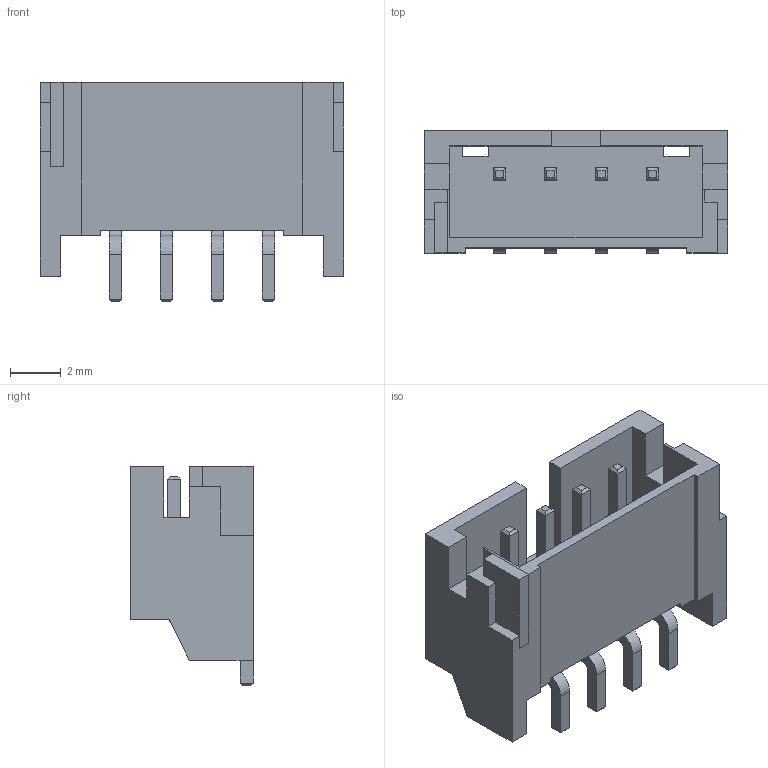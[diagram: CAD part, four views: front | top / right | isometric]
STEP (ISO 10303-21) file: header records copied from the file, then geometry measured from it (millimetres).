
FILE_DESCRIPTION(/* description */ (''),/* implementation_level */ '2;1');
FILE_NAME(/* name */ 'S4B-PH-SM4-TB.step',/* time_stamp */ '2018-07-20T15:09:59-04:00',/* author */ ('Adafruit'),/* organization */ (''),/* preprocessor_version */ 'ST-DEVELOPER v17',/* originating_system */ 'Autodesk Translation Framework v7.1.0.215',/* authorisation */ '');
FILE_SCHEMA (('AUTOMOTIVE_DESIGN { 1 0 10303 214 3 1 1 }'));
Length unit declared in the file: millimetre
Products named in the file (1): S3B-PH-SM4-TB
Bounding box: 11.9 x 4.8 x 8.6 mm (x, y, z)
Volume: 134.9 mm3; surface area: 576.3 mm2
Topology: 6 solids, 6 shells, 171 faces, 457 edges, 294 vertices
Faces by surface type: plane 151, cylinder 20
Entity records: 5274 total; most frequent: CARTESIAN_POINT 923, ORIENTED_EDGE 914, DIRECTION 841, EDGE_CURVE 457, LINE 417, VECTOR 417, VERTEX_POINT 294, AXIS2_PLACEMENT_3D 212
